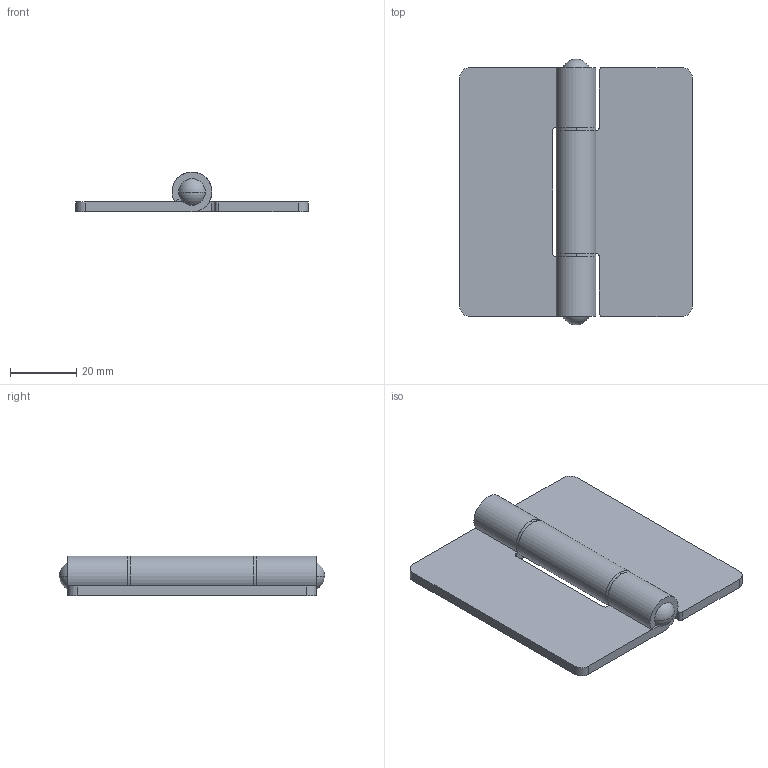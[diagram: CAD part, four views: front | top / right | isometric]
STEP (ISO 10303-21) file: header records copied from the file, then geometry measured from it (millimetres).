
FILE_DESCRIPTION (( 'STEP AP203' ), '1' );
FILE_NAME ('B-1001-4.STEP', '2008-10-16T08:30:02', ( ' ' ), ( ' ' ), 'SwSTEP 2.0', 'SolidWorks 2007', '' );
FILE_SCHEMA (( 'CONFIG_CONTROL_DESIGN' ));
Length unit declared in the file: millimetre
Products named in the file (5): B-1001-4; B-1001-4嵗嬥_岞_棉太倌; B-1001-4僸儞僕B_岞_棉太倌; B-1001-4僸儞僕A_岞_棉太倌; B-1001-4幉_岞_棉太倌
Assembly tree (5 placements, depth 2):
  B-1001-4
    B-1001-4幉_岞_棉太倌
    B-1001-4嵗嬥_岞_棉太倌  x2
    B-1001-4僸儞僕B_岞_棉太倌
    B-1001-4僸儞僕A_岞_棉太倌
Bounding box: 70 x 80 x 12 mm (x, y, z)
Volume: 21684.6 mm3; surface area: 16646.2 mm2
Topology: 5 solids, 5 shells, 56 faces, 134 edges, 90 vertices
Faces by surface type: cylinder 26, plane 26, sphere 4
Entity records: 2053 total; most frequent: DIRECTION 290, CARTESIAN_POINT 262, ORIENTED_EDGE 244, EDGE_CURVE 122, AXIS2_PLACEMENT_3D 110, VERTEX_POINT 82, LINE 70, VECTOR 70
